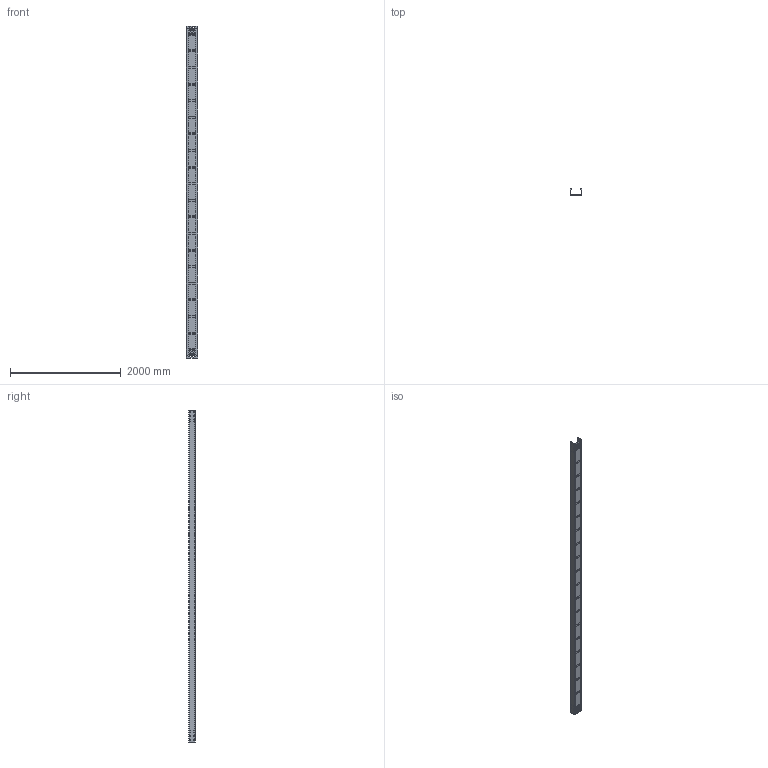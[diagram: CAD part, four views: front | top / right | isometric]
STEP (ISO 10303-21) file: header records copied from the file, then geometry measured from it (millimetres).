
FILE_DESCRIPTION((''),'2;1');
FILE_NAME('6098111_ASM','2012-10-24T',('AndreasKeweloh'),(''),'PRO/ENGINEER BY PARAMETRIC TECHNOLOGY CORPORATION, 2012230','PRO/ENGINEER BY PARAMETRIC TECHNOLOGY CORPORATION, 2012230','');
FILE_SCHEMA(('CONFIG_CONTROL_DESIGN'));
Length unit declared in the file: millimetre
Products named in the file (4): KTS_05_012-050-103601; KTS_05_012-050-103587; KTS_06_014-047_193; 6098111_ASM
Assembly tree (3 placements, depth 2):
  6098111_ASM
    KTS_05_012-050-103601
    KTS_05_012-050-103587
    KTS_06_014-047_193
Bounding box: 200 x 110 x 6000 mm (x, y, z)
Volume: 5725560.4 mm3; surface area: 6385586.6 mm2
Topology: 3 solids, 3 shells, 1014 faces, 2324 edges, 1320 vertices
Faces by surface type: plane 686, cylinder 328
Entity records: 28008 total; most frequent: DIRECTION 5022, CARTESIAN_POINT 4665, ORIENTED_EDGE 4648, EDGE_CURVE 2324, AXIS2_PLACEMENT_3D 1677, VECTOR 1668, LINE 1668, VERTEX_POINT 1320
